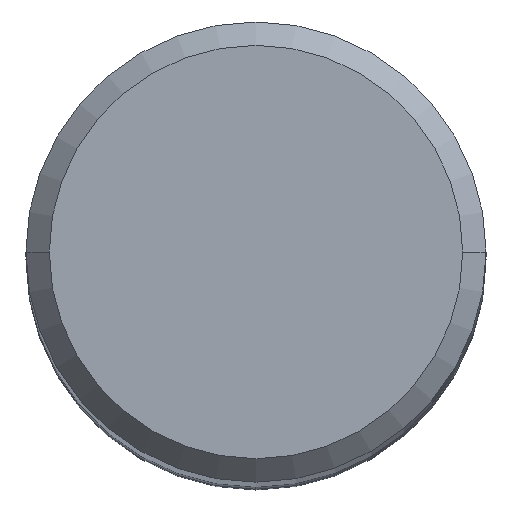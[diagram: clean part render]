
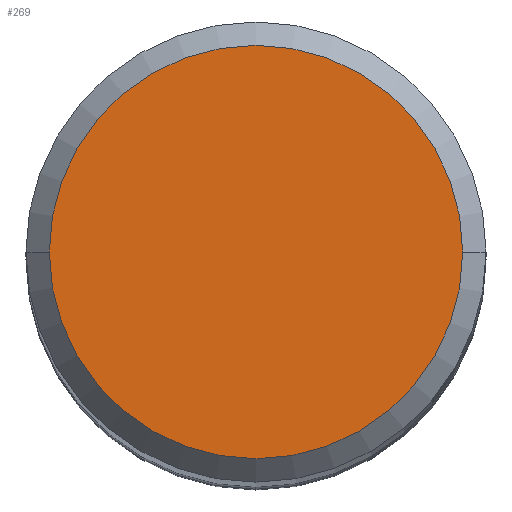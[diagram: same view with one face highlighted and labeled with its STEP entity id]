
A CAD part, top view. The second image highlights one B-rep face of the part: STEP entity #269.
In plain terms, the highlighted planar face has unit normal (0, 0, 1).
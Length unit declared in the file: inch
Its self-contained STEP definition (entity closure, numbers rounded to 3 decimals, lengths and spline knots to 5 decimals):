
#9 = DIRECTION ( 'NONE',  ( 0., 0., 1. ) ) ;
#31 = EDGE_CURVE ( 'NONE', #71, #211, #277, .T. ) ;
#37 = ORIENTED_EDGE ( 'NONE', *, *, #337, .T. ) ;
#49 = DIRECTION ( 'NONE',  ( 1., 0., 0. ) ) ;
#71 = VERTEX_POINT ( 'NONE', #177 ) ;
#104 = DIRECTION ( 'NONE',  ( -1., 0., 0. ) ) ;
#128 = AXIS2_PLACEMENT_3D ( 'NONE', #448, #148, #104 ) ;
#148 = DIRECTION ( 'NONE',  ( 0., 0., -1. ) ) ;
#151 = FACE_OUTER_BOUND ( 'NONE', #539, .T. ) ;
#167 = DIRECTION ( 'NONE',  ( 0., 0., 1. ) ) ;
#177 = CARTESIAN_POINT ( 'NONE',  ( 0.17685, 0., 0. ) ) ;
#183 = DIRECTION ( 'NONE',  ( 1., 0., 0. ) ) ;
#194 = CARTESIAN_POINT ( 'NONE',  ( 0., 0., 0. ) ) ;
#211 = VERTEX_POINT ( 'NONE', #229 ) ;
#229 = CARTESIAN_POINT ( 'NONE',  ( -0.17685, 0., 0. ) ) ;
#269 = ADVANCED_FACE ( 'NONE', ( #151 ), #442, .F. ) ;
#277 = CIRCLE ( 'NONE', #345, 0.17685 ) ;
#278 = AXIS2_PLACEMENT_3D ( 'NONE', #194, #9, #183 ) ;
#337 = EDGE_CURVE ( 'NONE', #211, #71, #473, .T. ) ;
#345 = AXIS2_PLACEMENT_3D ( 'NONE', #369, #167, #49 ) ;
#369 = CARTESIAN_POINT ( 'NONE',  ( 0., 0., 0. ) ) ;
#442 = PLANE ( 'NONE',  #128 ) ;
#448 = CARTESIAN_POINT ( 'NONE',  ( 0., 0.17685, 0. ) ) ;
#473 = CIRCLE ( 'NONE', #278, 0.17685 ) ;
#494 = ORIENTED_EDGE ( 'NONE', *, *, #31, .T. ) ;
#539 = EDGE_LOOP ( 'NONE', ( #37, #494 ) ) ;
